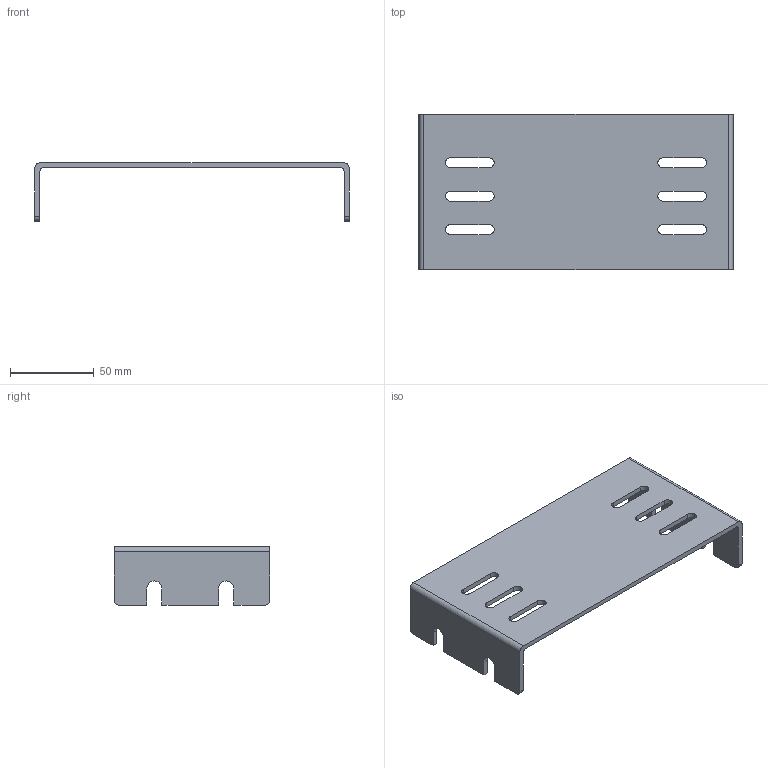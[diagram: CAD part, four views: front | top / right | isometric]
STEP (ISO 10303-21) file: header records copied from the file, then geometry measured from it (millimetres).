
FILE_DESCRIPTION(('FreeCAD Model'),'2;1');
FILE_NAME('Open CASCADE Shape Model','2024-04-04T15:26:13',('Author'),( ''),'Open CASCADE STEP processor 7.5','FreeCAD','Unknown');
FILE_SCHEMA(('AUTOMOTIVE_DESIGN { 1 0 10303 214 1 1 1 1 }'));
Length unit declared in the file: millimetre
Products named in the file (1): Plate
Bounding box: 188 x 93 x 35 mm (x, y, z)
Volume: 65627.1 mm3; surface area: 47005.2 mm2
Topology: 1 solids, 1 shells, 58 faces, 176 edges, 120 vertices
Faces by surface type: plane 34, cylinder 24
Entity records: 4394 total; most frequent: CARTESIAN_POINT 827, DIRECTION 682, LINE 416, VECTOR 416, ORIENTED_EDGE 352, PCURVE 352, DEFINITIONAL_REPRESENTATION 352, EDGE_CURVE 176
